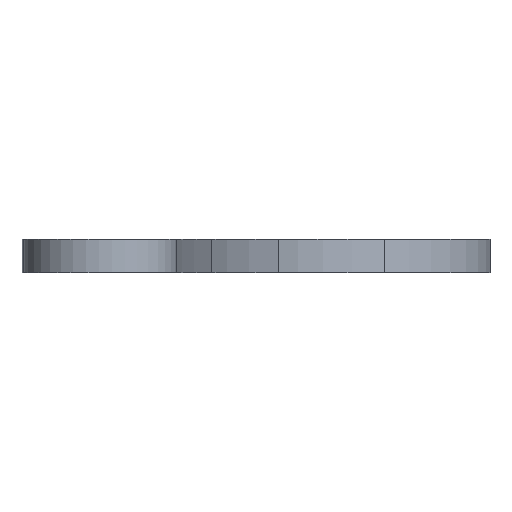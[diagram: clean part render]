
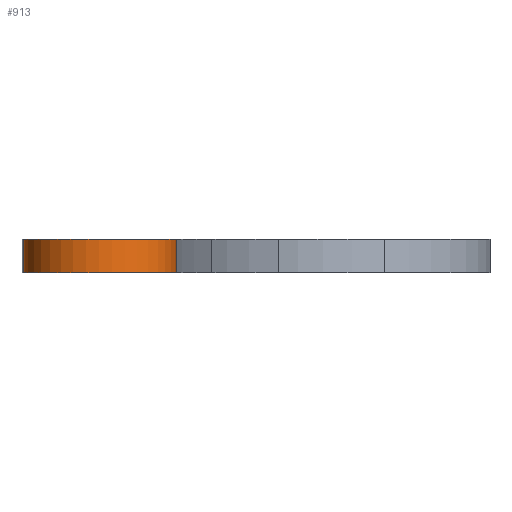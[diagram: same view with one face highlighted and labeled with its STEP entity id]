
A CAD part, left-side view. The second image highlights one B-rep face of the part: STEP entity #913.
In plain terms, the highlighted cylindrical face has radius 9 mm (diameter 18 mm), a partial arc.
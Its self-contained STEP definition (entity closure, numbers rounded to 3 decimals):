
#73 = PLANE('',#74);
#74 = AXIS2_PLACEMENT_3D('',#75,#76,#77);
#75 = CARTESIAN_POINT('',(15.517,14.79,4.));
#76 = DIRECTION('',(0.,0.,1.));
#77 = DIRECTION('',(0.,-1.,0.));
#128 = PLANE('',#129);
#129 = AXIS2_PLACEMENT_3D('',#130,#131,#132);
#130 = CARTESIAN_POINT('',(15.517,14.79,
    0.));
#131 = DIRECTION('',(0.,0.,1.));
#132 = DIRECTION('',(0.,-1.,0.));
#802 = CYLINDRICAL_SURFACE('',#803,273.);
#803 = AXIS2_PLACEMENT_3D('',#804,#805,#806);
#804 = CARTESIAN_POINT('',(-86.4,-237.794,0.));
#805 = DIRECTION('',(0.,0.,-1.));
#806 = DIRECTION('',(1.,0.,0.));
#841 = VERTEX_POINT('',#842);
#842 = CARTESIAN_POINT('',(-97.,35.,4.));
#864 = EDGE_CURVE('',#865,#841,#867,.T.);
#865 = VERTEX_POINT('',#866);
#866 = CARTESIAN_POINT('',(-97.,35.,0.));
#867 = SURFACE_CURVE('',#868,(#872,#879),.PCURVE_S1.);
#868 = LINE('',#869,#870);
#869 = CARTESIAN_POINT('',(-97.,35.,0.));
#870 = VECTOR('',#871,1.);
#871 = DIRECTION('',(0.,0.,1.));
#872 = PCURVE('',#802,#873);
#873 = DEFINITIONAL_REPRESENTATION('',(#874),#878);
#874 = LINE('',#875,#876);
#875 = CARTESIAN_POINT('',(-1.61,0.));
#876 = VECTOR('',#877,1.);
#877 = DIRECTION('',(-0.,-1.));
#878 = ( GEOMETRIC_REPRESENTATION_CONTEXT(2) 
PARAMETRIC_REPRESENTATION_CONTEXT() REPRESENTATION_CONTEXT('2D SPACE',''
  ) );
#879 = PCURVE('',#880,#885);
#880 = CYLINDRICAL_SURFACE('',#881,9.);
#881 = AXIS2_PLACEMENT_3D('',#882,#883,#884);
#882 = CARTESIAN_POINT('',(-97.,26.,0.));
#883 = DIRECTION('',(0.,0.,-1.));
#884 = DIRECTION('',(1.,0.,0.));
#885 = DEFINITIONAL_REPRESENTATION('',(#886),#890);
#886 = LINE('',#887,#888);
#887 = CARTESIAN_POINT('',(-1.571,0.));
#888 = VECTOR('',#889,1.);
#889 = DIRECTION('',(-0.,-1.));
#890 = ( GEOMETRIC_REPRESENTATION_CONTEXT(2) 
PARAMETRIC_REPRESENTATION_CONTEXT() REPRESENTATION_CONTEXT('2D SPACE',''
  ) );
#913 = ADVANCED_FACE('',(#914),#880,.T.);
#914 = FACE_BOUND('',#915,.F.);
#915 = EDGE_LOOP('',(#916,#917,#941,#969));
#916 = ORIENTED_EDGE('',*,*,#864,.T.);
#917 = ORIENTED_EDGE('',*,*,#918,.T.);
#918 = EDGE_CURVE('',#841,#919,#921,.T.);
#919 = VERTEX_POINT('',#920);
#920 = CARTESIAN_POINT('',(-97.185,17.002,4.));
#921 = SURFACE_CURVE('',#922,(#927,#934),.PCURVE_S1.);
#922 = CIRCLE('',#923,9.);
#923 = AXIS2_PLACEMENT_3D('',#924,#925,#926);
#924 = CARTESIAN_POINT('',(-97.,26.,4.));
#925 = DIRECTION('',(-0.,0.,1.));
#926 = DIRECTION('',(1.,0.,0.));
#927 = PCURVE('',#880,#928);
#928 = DEFINITIONAL_REPRESENTATION('',(#929),#933);
#929 = LINE('',#930,#931);
#930 = CARTESIAN_POINT('',(-0.,-4.));
#931 = VECTOR('',#932,1.);
#932 = DIRECTION('',(-1.,0.));
#933 = ( GEOMETRIC_REPRESENTATION_CONTEXT(2) 
PARAMETRIC_REPRESENTATION_CONTEXT() REPRESENTATION_CONTEXT('2D SPACE',''
  ) );
#934 = PCURVE('',#73,#935);
#935 = DEFINITIONAL_REPRESENTATION('',(#936),#940);
#936 = CIRCLE('',#937,9.);
#937 = AXIS2_PLACEMENT_2D('',#938,#939);
#938 = CARTESIAN_POINT('',(-11.21,-112.517));
#939 = DIRECTION('',(0.,1.));
#940 = ( GEOMETRIC_REPRESENTATION_CONTEXT(2) 
PARAMETRIC_REPRESENTATION_CONTEXT() REPRESENTATION_CONTEXT('2D SPACE',''
  ) );
#941 = ORIENTED_EDGE('',*,*,#942,.F.);
#942 = EDGE_CURVE('',#943,#919,#945,.T.);
#943 = VERTEX_POINT('',#944);
#944 = CARTESIAN_POINT('',(-97.185,17.002,
    0.));
#945 = SURFACE_CURVE('',#946,(#950,#957),.PCURVE_S1.);
#946 = LINE('',#947,#948);
#947 = CARTESIAN_POINT('',(-97.185,17.002,
    0.));
#948 = VECTOR('',#949,1.);
#949 = DIRECTION('',(0.,0.,1.));
#950 = PCURVE('',#880,#951);
#951 = DEFINITIONAL_REPRESENTATION('',(#952),#956);
#952 = LINE('',#953,#954);
#953 = CARTESIAN_POINT('',(-4.692,0.));
#954 = VECTOR('',#955,1.);
#955 = DIRECTION('',(-0.,-1.));
#956 = ( GEOMETRIC_REPRESENTATION_CONTEXT(2) 
PARAMETRIC_REPRESENTATION_CONTEXT() REPRESENTATION_CONTEXT('2D SPACE',''
  ) );
#957 = PCURVE('',#958,#963);
#958 = CYLINDRICAL_SURFACE('',#959,313.);
#959 = AXIS2_PLACEMENT_3D('',#960,#961,#962);
#960 = CARTESIAN_POINT('',(-103.62,-295.932,0.));
#961 = DIRECTION('',(0.,0.,-1.));
#962 = DIRECTION('',(1.,0.,0.));
#963 = DEFINITIONAL_REPRESENTATION('',(#964),#968);
#964 = LINE('',#965,#966);
#965 = CARTESIAN_POINT('',(-1.55,0.));
#966 = VECTOR('',#967,1.);
#967 = DIRECTION('',(-0.,-1.));
#968 = ( GEOMETRIC_REPRESENTATION_CONTEXT(2) 
PARAMETRIC_REPRESENTATION_CONTEXT() REPRESENTATION_CONTEXT('2D SPACE',''
  ) );
#969 = ORIENTED_EDGE('',*,*,#970,.F.);
#970 = EDGE_CURVE('',#865,#943,#971,.T.);
#971 = SURFACE_CURVE('',#972,(#977,#984),.PCURVE_S1.);
#972 = CIRCLE('',#973,9.);
#973 = AXIS2_PLACEMENT_3D('',#974,#975,#976);
#974 = CARTESIAN_POINT('',(-97.,26.,0.));
#975 = DIRECTION('',(-0.,0.,1.));
#976 = DIRECTION('',(1.,0.,0.));
#977 = PCURVE('',#880,#978);
#978 = DEFINITIONAL_REPRESENTATION('',(#979),#983);
#979 = LINE('',#980,#981);
#980 = CARTESIAN_POINT('',(-0.,0.));
#981 = VECTOR('',#982,1.);
#982 = DIRECTION('',(-1.,0.));
#983 = ( GEOMETRIC_REPRESENTATION_CONTEXT(2) 
PARAMETRIC_REPRESENTATION_CONTEXT() REPRESENTATION_CONTEXT('2D SPACE',''
  ) );
#984 = PCURVE('',#128,#985);
#985 = DEFINITIONAL_REPRESENTATION('',(#986),#990);
#986 = CIRCLE('',#987,9.);
#987 = AXIS2_PLACEMENT_2D('',#988,#989);
#988 = CARTESIAN_POINT('',(-11.21,-112.517));
#989 = DIRECTION('',(0.,1.));
#990 = ( GEOMETRIC_REPRESENTATION_CONTEXT(2) 
PARAMETRIC_REPRESENTATION_CONTEXT() REPRESENTATION_CONTEXT('2D SPACE',''
  ) );
